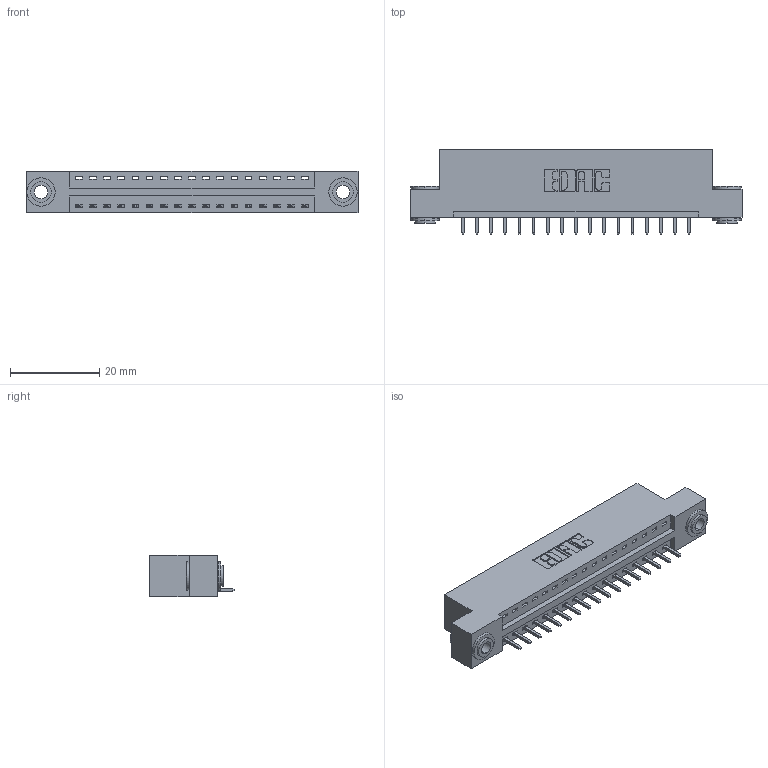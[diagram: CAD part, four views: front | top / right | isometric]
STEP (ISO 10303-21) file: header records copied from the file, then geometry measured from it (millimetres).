
FILE_DESCRIPTION (( 'STEP AP203' ), '1' );
FILE_NAME ('346-017-521-103.STEP', '2022-05-05T12:48:59', ( '' ), ( '' ), 'SwSTEP 2.0', 'SolidWorks 2020', '' );
FILE_SCHEMA (( 'CONFIG_CONTROL_DESIGN' ));
Length unit declared in the file: inch
Products named in the file (4): 345-250-002_345-250-002-102; 346-017-521-103; 345-292-001_345-293-121; 346 Part_Flush Mounting Lugs - 0.156 Dia-TH
Assembly tree (20 placements, depth 2):
  346-017-521-103
    346 Part_Flush Mounting Lugs - 0.156 Dia-TH
    345-292-001_345-293-121  x17
    345-250-002_345-250-002-102  x2
Bounding box: 74.55 x 19.05 x 9.4 mm (x, y, z)
Volume: 6916.7 mm3; surface area: 8434.3 mm2
Topology: 20 solids, 20 shells, 1160 faces, 3433 edges, 2262 vertices
Faces by surface type: plane 780, cylinder 372, cone 8
Entity records: 15000 total; most frequent: CARTESIAN_POINT 2560, ORIENTED_EDGE 2502, DIRECTION 2319, EDGE_CURVE 1251, VECTOR 1027, LINE 1027, VERTEX_POINT 830, AXIS2_PLACEMENT_3D 646
